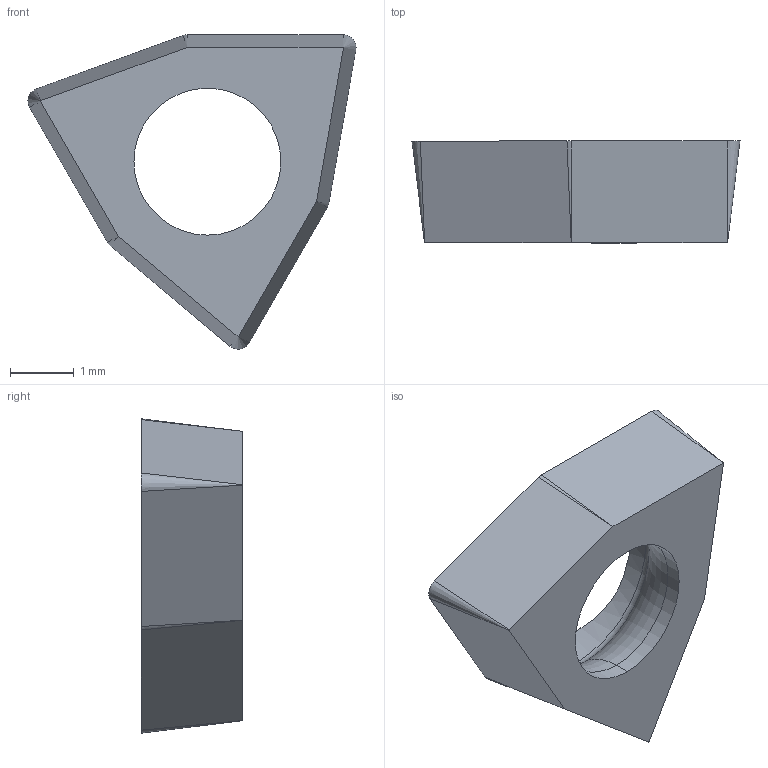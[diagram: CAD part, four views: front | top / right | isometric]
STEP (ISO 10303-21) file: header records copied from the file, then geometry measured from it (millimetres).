
FILE_DESCRIPTION (( 'STEP AP214' ), '1' );
FILE_NAME ('Y00.600.050.022.STEP', '2024-06-21T08:15:59', ( '' ), ( '' ), 'SwSTEP 2.0', 'SolidWorks 2022', '' );
FILE_SCHEMA (( 'AUTOMOTIVE_DESIGN' ));
Length unit declared in the file: millimetre
Products named in the file (1): Y00.600.050.022
Bounding box: 5.14 x 1.59 x 4.92 mm (x, y, z)
Volume: 13.3 mm3; surface area: 56.8 mm2
Topology: 1 solids, 1 shells, 43 faces, 111 edges, 64 vertices
Faces by surface type: plane 23, cone 12, cylinder 4, torus 4
Entity records: 1281 total; most frequent: CARTESIAN_POINT 234, DIRECTION 214, ORIENTED_EDGE 210, EDGE_CURVE 105, AXIS2_PLACEMENT_3D 72, LINE 70, VECTOR 70, VERTEX_POINT 64
